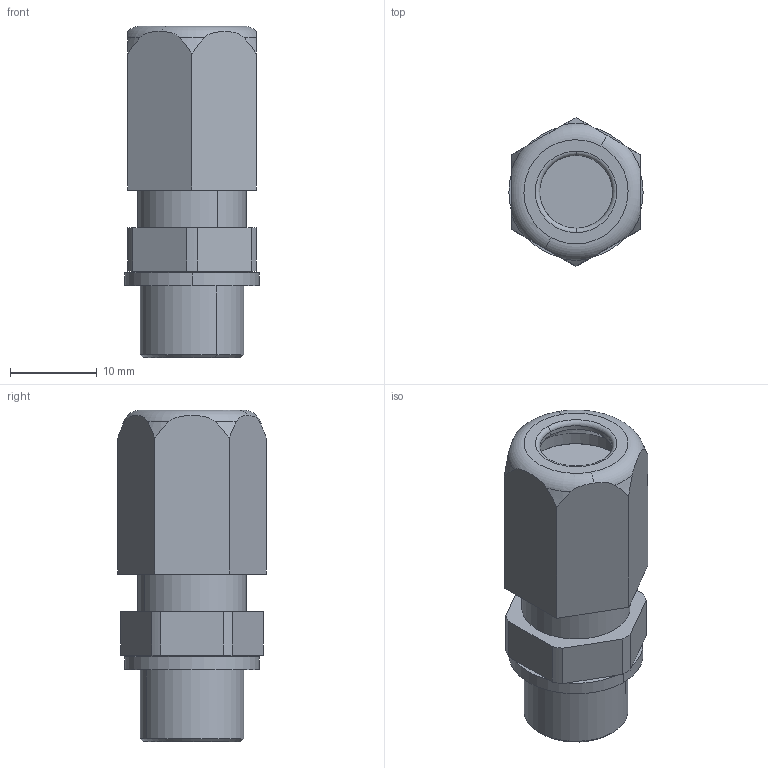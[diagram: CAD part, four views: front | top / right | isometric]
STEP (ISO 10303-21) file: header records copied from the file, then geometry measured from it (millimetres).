
FILE_DESCRIPTION(('CATIA V5 STEP Exchange','CAx-IF Rec.Pracs.--- Model Styling and Organization---1.5--- 2016-08-15','CAx-IF Rec.Pracs.---Supplemental Geometry---1.0---2011-11-01','CAx-IF Rec.Pracs.--- Composite Materials ---1.1---2010-07-15'),'2;1');
FILE_NAME ('1210947-3_1', '2025-09-19T08:48:51+00:00', ('none'), ('Weidmueller'), 'CATIA Version 5-6 Release 2024 SP4', 'CATIA V5 STEP AP214 v3', 'none');
FILE_SCHEMA(('AUTOMOTIVE_DESIGN { 1 0 10303 214 1 1 1 1 }'));
Length unit declared in the file: millimetre
Products named in the file (1): 2722070000_VG M12 EXE 4-6,5 SI7J G4
Bounding box: 15.5 x 17.16 x 38.26 mm (x, y, z)
Volume: 3520.3 mm3; surface area: 5006.9 mm2
Topology: 4 solids, 4 shells, 75 faces, 170 edges, 108 vertices
Faces by surface type: cylinder 30, plane 25, cone 14, torus 6
Entity records: 2153 total; most frequent: CARTESIAN_POINT 594, ORIENTED_EDGE 340, DIRECTION 240, EDGE_CURVE 170, AXIS2_PLACEMENT_3D 124, VERTEX_POINT 108, EDGE_LOOP 86, ADVANCED_FACE 75
